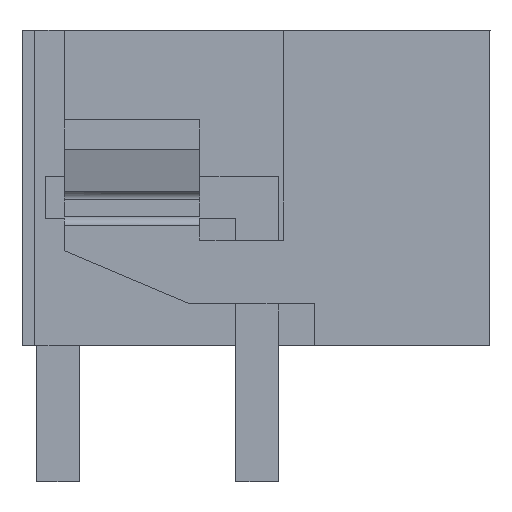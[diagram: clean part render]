
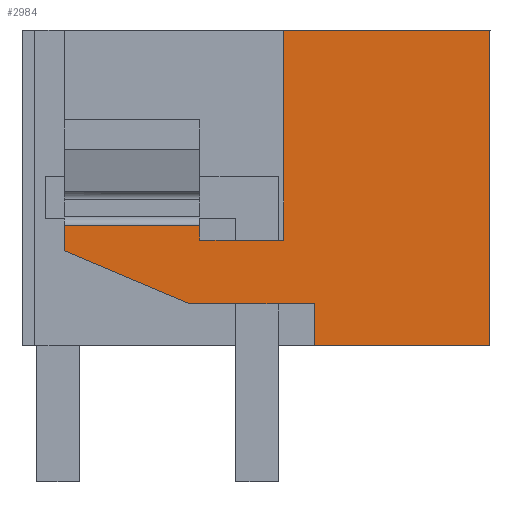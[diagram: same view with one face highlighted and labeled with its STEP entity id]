
A CAD part, left-side view. The second image highlights one B-rep face of the part: STEP entity #2984.
In plain terms, the highlighted planar face has unit normal (-1, 0, 0).
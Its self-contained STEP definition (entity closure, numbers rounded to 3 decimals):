
#2915=AXIS2_PLACEMENT_3D('Plane Axis2P3D',#2912,#2913,#2914) ;
#95=CARTESIAN_POINT('Vertex',(0.,0.,3.2)) ;
#100=CARTESIAN_POINT('Line Origine',(0.,2.075,3.2)) ;
#104=CARTESIAN_POINT('Vertex',(0.,4.15,3.2)) ;
#1117=CARTESIAN_POINT('Vertex',(0.,4.875,10.65)) ;
#1120=CARTESIAN_POINT('Line Origine',(0.,2.437,10.65)) ;
#1124=CARTESIAN_POINT('Vertex',(0.,0.,10.65)) ;
#2826=CARTESIAN_POINT('Line Origine',(0.,0.,6.925)) ;
#2912=CARTESIAN_POINT('Axis2P3D Location',(0.,11.05,0.)) ;
#2917=CARTESIAN_POINT('Line Origine',(0.,4.875,8.175)) ;
#2921=CARTESIAN_POINT('Vertex',(0.,4.875,5.7)) ;
#2924=CARTESIAN_POINT('Line Origine',(0.,5.863,5.7)) ;
#2928=CARTESIAN_POINT('Vertex',(0.,6.85,5.7)) ;
#2931=CARTESIAN_POINT('Line Origine',(0.,6.85,5.875)) ;
#2935=CARTESIAN_POINT('Vertex',(0.,6.85,6.05)) ;
#2938=CARTESIAN_POINT('Line Origine',(0.,8.45,6.05)) ;
#2942=CARTESIAN_POINT('Vertex',(0.,10.05,6.05)) ;
#2945=CARTESIAN_POINT('Line Origine',(0.,10.05,5.75)) ;
#2949=CARTESIAN_POINT('Vertex',(0.,10.05,5.45)) ;
#2952=CARTESIAN_POINT('Line Origine',(0.,8.571,4.823)) ;
#2956=CARTESIAN_POINT('Vertex',(0.,7.092,4.197)) ;
#2959=CARTESIAN_POINT('Line Origine',(0.,5.621,4.197)) ;
#2963=CARTESIAN_POINT('Vertex',(0.,4.15,4.197)) ;
#2966=CARTESIAN_POINT('Line Origine',(0.,4.15,3.698)) ;
#101=DIRECTION('Vector Direction',(0.,1.,0.)) ;
#1121=DIRECTION('Vector Direction',(0.,-1.,0.)) ;
#2827=DIRECTION('Vector Direction',(0.,0.,-1.)) ;
#2913=DIRECTION('Axis2P3D Direction',(-1.,0.,0.)) ;
#2914=DIRECTION('Axis2P3D XDirection',(0.,-1.,0.)) ;
#2918=DIRECTION('Vector Direction',(0.,0.,1.)) ;
#2925=DIRECTION('Vector Direction',(0.,1.,0.)) ;
#2932=DIRECTION('Vector Direction',(0.,0.,1.)) ;
#2939=DIRECTION('Vector Direction',(0.,-1.,0.)) ;
#2946=DIRECTION('Vector Direction',(0.,0.,-1.)) ;
#2953=DIRECTION('Vector Direction',(0.,0.921,0.39)) ;
#2960=DIRECTION('Vector Direction',(0.,-1.,0.)) ;
#2967=DIRECTION('Vector Direction',(0.,0.,-1.)) ;
#102=VECTOR('Line Direction',#101,1.) ;
#1122=VECTOR('Line Direction',#1121,1.) ;
#2828=VECTOR('Line Direction',#2827,1.) ;
#2919=VECTOR('Line Direction',#2918,1.) ;
#2926=VECTOR('Line Direction',#2925,1.) ;
#2933=VECTOR('Line Direction',#2932,1.) ;
#2940=VECTOR('Line Direction',#2939,1.) ;
#2947=VECTOR('Line Direction',#2946,1.) ;
#2954=VECTOR('Line Direction',#2953,1.) ;
#2961=VECTOR('Line Direction',#2960,1.) ;
#2968=VECTOR('Line Direction',#2967,1.) ;
#2972=ORIENTED_EDGE('',*,*,#106,.T.) ;
#2973=ORIENTED_EDGE('',*,*,#2830,.T.) ;
#2974=ORIENTED_EDGE('',*,*,#1126,.T.) ;
#2975=ORIENTED_EDGE('',*,*,#2923,.T.) ;
#2976=ORIENTED_EDGE('',*,*,#2930,.T.) ;
#2977=ORIENTED_EDGE('',*,*,#2937,.T.) ;
#2978=ORIENTED_EDGE('',*,*,#2944,.F.) ;
#2979=ORIENTED_EDGE('',*,*,#2951,.T.) ;
#2980=ORIENTED_EDGE('',*,*,#2958,.T.) ;
#2981=ORIENTED_EDGE('',*,*,#2965,.T.) ;
#2982=ORIENTED_EDGE('',*,*,#2970,.T.) ;
#2984=ADVANCED_FACE('HOUSING',(#2983),#2916,.T.) ;
#106=EDGE_CURVE('',#105,#96,#103,.F.) ;
#1126=EDGE_CURVE('',#1125,#1118,#1123,.F.) ;
#2830=EDGE_CURVE('',#96,#1125,#2829,.F.) ;
#2923=EDGE_CURVE('',#1118,#2922,#2920,.F.) ;
#2930=EDGE_CURVE('',#2922,#2929,#2927,.T.) ;
#2937=EDGE_CURVE('',#2929,#2936,#2934,.T.) ;
#2944=EDGE_CURVE('',#2943,#2936,#2941,.T.) ;
#2951=EDGE_CURVE('',#2943,#2950,#2948,.T.) ;
#2958=EDGE_CURVE('',#2950,#2957,#2955,.F.) ;
#2965=EDGE_CURVE('',#2957,#2964,#2962,.T.) ;
#2970=EDGE_CURVE('',#2964,#105,#2969,.T.) ;
#2971=EDGE_LOOP('',(#2972,#2973,#2974,#2975,#2976,#2977,#2978,#2979,#2980,#2981,#2982)) ;
#2983=FACE_OUTER_BOUND('',#2971,.T.) ;
#103=LINE('Line',#100,#102) ;
#1123=LINE('Line',#1120,#1122) ;
#2829=LINE('Line',#2826,#2828) ;
#2920=LINE('Line',#2917,#2919) ;
#2927=LINE('Line',#2924,#2926) ;
#2934=LINE('Line',#2931,#2933) ;
#2941=LINE('Line',#2938,#2940) ;
#2948=LINE('Line',#2945,#2947) ;
#2955=LINE('Line',#2952,#2954) ;
#2962=LINE('Line',#2959,#2961) ;
#2969=LINE('Line',#2966,#2968) ;
#2916=PLANE('',#2915) ;
#96=VERTEX_POINT('',#95) ;
#105=VERTEX_POINT('',#104) ;
#1118=VERTEX_POINT('',#1117) ;
#1125=VERTEX_POINT('',#1124) ;
#2922=VERTEX_POINT('',#2921) ;
#2929=VERTEX_POINT('',#2928) ;
#2936=VERTEX_POINT('',#2935) ;
#2943=VERTEX_POINT('',#2942) ;
#2950=VERTEX_POINT('',#2949) ;
#2957=VERTEX_POINT('',#2956) ;
#2964=VERTEX_POINT('',#2963) ;
